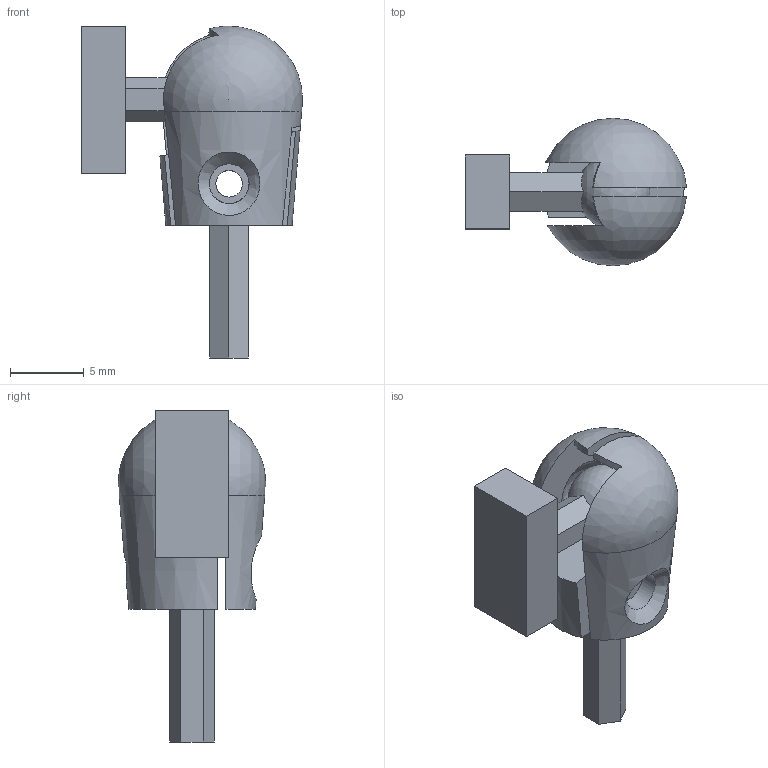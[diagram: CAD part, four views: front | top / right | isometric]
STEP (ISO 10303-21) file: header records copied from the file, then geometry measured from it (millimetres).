
FILE_DESCRIPTION(/* description */ (''),/* implementation_level */ '2;1');
FILE_NAME(/* name */ 'パーツ v3.step',/* time_stamp */ '2021-08-12T15:55:16+09:00',/* author */ (''),/* organization */ (''),/* preprocessor_version */ 'ST-DEVELOPER v18.1',/* originating_system */ 'Autodesk Translation Framework v10.9.0.1377',/* authorisation */ '');
FILE_SCHEMA (('AUTOMOTIVE_DESIGN { 1 0 10303 214 3 1 1 }'));
Length unit declared in the file: millimetre
Products named in the file (2): パーツ; 股関節
Assembly tree (1 placements, depth 2):
  パーツ
    股関節
Bounding box: 14.99 x 10 x 22.5 mm (x, y, z)
Volume: 852.2 mm3; surface area: 1100.6 mm2
Topology: 3 solids, 3 shells, 46 faces, 119 edges, 80 vertices
Faces by surface type: plane 32, sphere 5, cylinder 4, cone 4, bspline 1
Full cylindrical faces by diameter (mm): 1.8 x1, 2.7 x1
Entity records: 1635 total; most frequent: CARTESIAN_POINT 468, ORIENTED_EDGE 232, DIRECTION 231, EDGE_CURVE 116, AXIS2_PLACEMENT_3D 83, VERTEX_POINT 80, LINE 65, VECTOR 65
